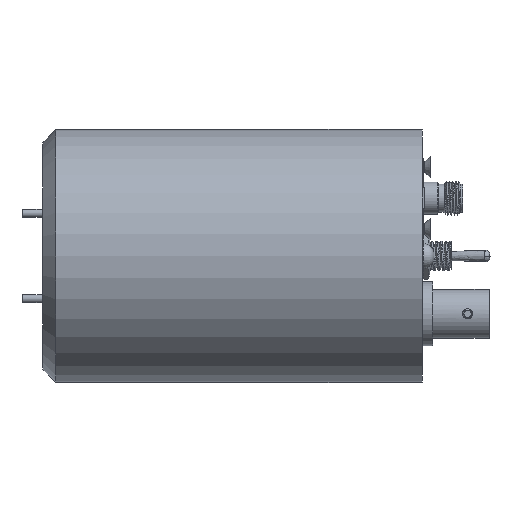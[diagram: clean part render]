
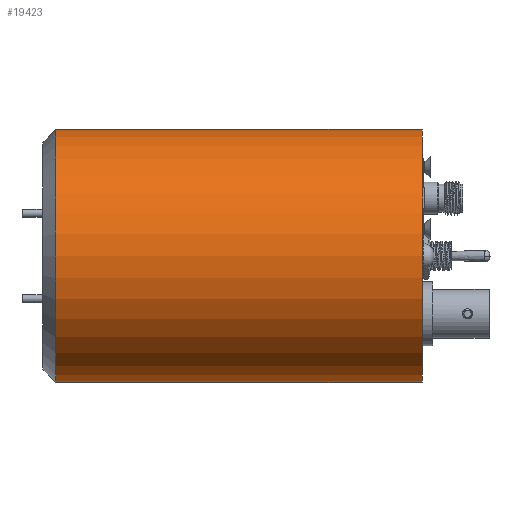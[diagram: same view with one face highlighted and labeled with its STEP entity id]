
A CAD part, front view. The second image highlights one B-rep face of the part: STEP entity #19423.
In plain terms, the highlighted cylindrical face has radius 25 mm (diameter 50 mm), a partial arc.
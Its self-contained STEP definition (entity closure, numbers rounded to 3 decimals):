
#223 = EDGE_LOOP ( 'NONE', ( #5019, #6645, #25221, #28230 ) ) ;
#3478 = VERTEX_POINT ( 'NONE', #23711 ) ;
#3865 = VERTEX_POINT ( 'NONE', #24359 ) ;
#4012 = DIRECTION ( 'NONE',  ( 1., 0., 0. ) ) ;
#4524 = DIRECTION ( 'NONE',  ( 1., 0., 0. ) ) ;
#4976 = VERTEX_POINT ( 'NONE', #6494 ) ;
#5019 = ORIENTED_EDGE ( 'NONE', *, *, #8630, .F. ) ;
#5595 = EDGE_CURVE ( 'NONE', #3478, #3865, #28897, .T. ) ;
#5933 = AXIS2_PLACEMENT_3D ( 'NONE', #18148, #8520, #8184 ) ;
#6494 = CARTESIAN_POINT ( 'NONE',  ( -72.39, 0., 25. ) ) ;
#6645 = ORIENTED_EDGE ( 'NONE', *, *, #9253, .T. ) ;
#6883 = DIRECTION ( 'NONE',  ( 1., 0., 0. ) ) ;
#8184 = DIRECTION ( 'NONE',  ( 0., 0., -1. ) ) ;
#8520 = DIRECTION ( 'NONE',  ( 1., 0., 0. ) ) ;
#8630 = EDGE_CURVE ( 'NONE', #4976, #8967, #30334, .T. ) ;
#8904 = DIRECTION ( 'NONE',  ( 0., 0., -1. ) ) ;
#8967 = VERTEX_POINT ( 'NONE', #16395 ) ;
#9108 = CARTESIAN_POINT ( 'NONE',  ( 0., 0., -25. ) ) ;
#9253 = EDGE_CURVE ( 'NONE', #4976, #3478, #22688, .T. ) ;
#13255 = DIRECTION ( 'NONE',  ( 1., 0., 0. ) ) ;
#15128 = CIRCLE ( 'NONE', #25760, 25. ) ;
#16395 = CARTESIAN_POINT ( 'NONE',  ( 0., 0., 25. ) ) ;
#18139 = DIRECTION ( 'NONE',  ( 0., 0., -1. ) ) ;
#18148 = CARTESIAN_POINT ( 'NONE',  ( -72.39, 0., 0. ) ) ;
#19296 = CARTESIAN_POINT ( 'NONE',  ( 0., 0., 25. ) ) ;
#19423 = ADVANCED_FACE ( 'NONE', ( #24764 ), #24406, .T. ) ;
#20564 = VECTOR ( 'NONE', #6883, 1000. ) ;
#21201 = AXIS2_PLACEMENT_3D ( 'NONE', #28039, #4012, #8904 ) ;
#22688 = CIRCLE ( 'NONE', #5933, 25. ) ;
#22834 = EDGE_CURVE ( 'NONE', #8967, #3865, #15128, .T. ) ;
#23117 = VECTOR ( 'NONE', #4524, 1000. ) ;
#23711 = CARTESIAN_POINT ( 'NONE',  ( -72.39, 0., -25. ) ) ;
#24359 = CARTESIAN_POINT ( 'NONE',  ( 0., 0., -25. ) ) ;
#24406 = CYLINDRICAL_SURFACE ( 'NONE', #21201, 25. ) ;
#24764 = FACE_OUTER_BOUND ( 'NONE', #223, .T. ) ;
#25221 = ORIENTED_EDGE ( 'NONE', *, *, #5595, .T. ) ;
#25398 = CARTESIAN_POINT ( 'NONE',  ( 0., 0., 0. ) ) ;
#25760 = AXIS2_PLACEMENT_3D ( 'NONE', #25398, #13255, #18139 ) ;
#28039 = CARTESIAN_POINT ( 'NONE',  ( 0., 0., 0. ) ) ;
#28230 = ORIENTED_EDGE ( 'NONE', *, *, #22834, .F. ) ;
#28897 = LINE ( 'NONE', #9108, #20564 ) ;
#30334 = LINE ( 'NONE', #19296, #23117 ) ;
